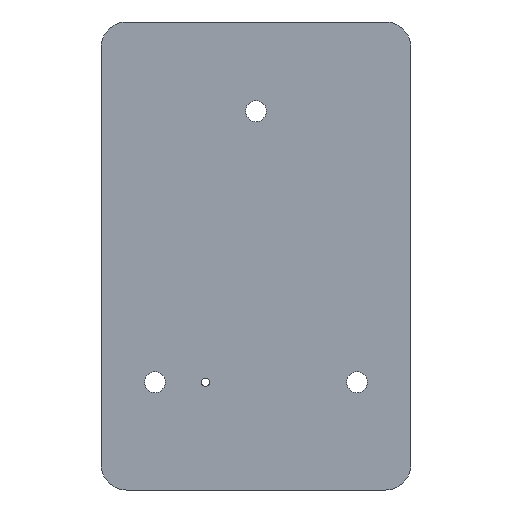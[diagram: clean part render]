
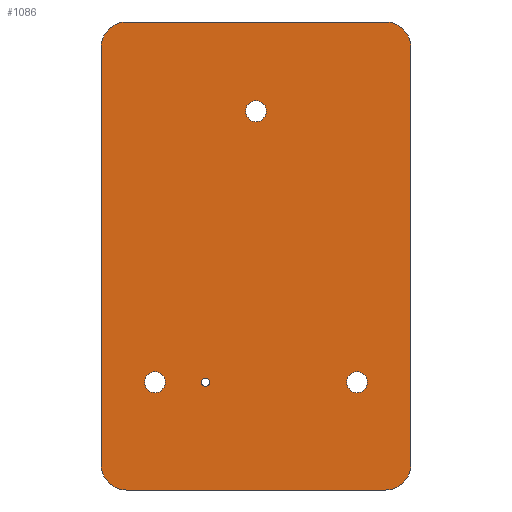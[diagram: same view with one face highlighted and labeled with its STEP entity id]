
A CAD part, front view. The second image highlights one B-rep face of the part: STEP entity #1086.
In plain terms, the highlighted planar face has unit normal (0, -1, 0).
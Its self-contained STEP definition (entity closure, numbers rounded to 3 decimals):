
#21=FACE_BOUND('',#171,.T.);
#22=FACE_BOUND('',#172,.T.);
#23=FACE_BOUND('',#173,.T.);
#24=FACE_BOUND('',#174,.T.);
#52=PLANE('',#1212);
#108=FACE_OUTER_BOUND('',#170,.T.);
#170=EDGE_LOOP('',(#991,#992,#993,#994,#995,#996,#997,#998));
#171=EDGE_LOOP('',(#999));
#172=EDGE_LOOP('',(#1000));
#173=EDGE_LOOP('',(#1001));
#174=EDGE_LOOP('',(#1002));
#185=LINE('',#1581,#285);
#191=LINE('',#1596,#291);
#273=LINE('',#1852,#373);
#274=LINE('',#1854,#374);
#285=VECTOR('',#1249,10.);
#291=VECTOR('',#1265,10.);
#373=VECTOR('',#1533,10.);
#374=VECTOR('',#1536,10.);
#375=CIRCLE('',#1102,7.5);
#384=CIRCLE('',#1114,7.5);
#385=CIRCLE('',#1116,7.5);
#386=CIRCLE('',#1119,7.5);
#427=CIRCLE('',#1203,1.25);
#428=CIRCLE('',#1205,3.1);
#429=CIRCLE('',#1207,3.1);
#430=CIRCLE('',#1209,3.1);
#431=VERTEX_POINT('',#1541);
#432=VERTEX_POINT('',#1542);
#449=VERTEX_POINT('',#1580);
#450=VERTEX_POINT('',#1584);
#451=VERTEX_POINT('',#1588);
#452=VERTEX_POINT('',#1589);
#453=VERTEX_POINT('',#1594);
#454=VERTEX_POINT('',#1598);
#531=VERTEX_POINT('',#1836);
#532=VERTEX_POINT('',#1840);
#533=VERTEX_POINT('',#1844);
#534=VERTEX_POINT('',#1848);
#535=EDGE_CURVE('',#431,#432,#375,.T.);
#554=EDGE_CURVE('',#449,#432,#185,.T.);
#556=EDGE_CURVE('',#449,#450,#384,.T.);
#558=EDGE_CURVE('',#451,#452,#385,.T.);
#562=EDGE_CURVE('',#451,#453,#191,.T.);
#563=EDGE_CURVE('',#454,#453,#386,.T.);
#681=EDGE_CURVE('',#531,#531,#427,.T.);
#683=EDGE_CURVE('',#532,#532,#428,.T.);
#685=EDGE_CURVE('',#533,#533,#429,.T.);
#687=EDGE_CURVE('',#534,#534,#430,.T.);
#689=EDGE_CURVE('',#454,#450,#273,.T.);
#690=EDGE_CURVE('',#431,#452,#274,.T.);
#991=ORIENTED_EDGE('',*,*,#535,.F.);
#992=ORIENTED_EDGE('',*,*,#690,.T.);
#993=ORIENTED_EDGE('',*,*,#558,.F.);
#994=ORIENTED_EDGE('',*,*,#562,.T.);
#995=ORIENTED_EDGE('',*,*,#563,.F.);
#996=ORIENTED_EDGE('',*,*,#689,.T.);
#997=ORIENTED_EDGE('',*,*,#556,.F.);
#998=ORIENTED_EDGE('',*,*,#554,.T.);
#999=ORIENTED_EDGE('',*,*,#687,.T.);
#1000=ORIENTED_EDGE('',*,*,#685,.T.);
#1001=ORIENTED_EDGE('',*,*,#683,.T.);
#1002=ORIENTED_EDGE('',*,*,#681,.T.);
#1086=ADVANCED_FACE('',(#108,#21,#22,#23,#24),#52,.F.);
#1102=AXIS2_PLACEMENT_3D('',#1543,#1217,#1218);
#1114=AXIS2_PLACEMENT_3D('',#1585,#1253,#1254);
#1116=AXIS2_PLACEMENT_3D('',#1590,#1258,#1259);
#1119=AXIS2_PLACEMENT_3D('',#1599,#1268,#1269);
#1203=AXIS2_PLACEMENT_3D('',#1837,#1513,#1514);
#1205=AXIS2_PLACEMENT_3D('',#1841,#1518,#1519);
#1207=AXIS2_PLACEMENT_3D('',#1845,#1523,#1524);
#1209=AXIS2_PLACEMENT_3D('',#1849,#1528,#1529);
#1212=AXIS2_PLACEMENT_3D('',#1855,#1537,#1538);
#1217=DIRECTION('center_axis',(0.,1.,0.));
#1218=DIRECTION('ref_axis',(0.707,0.,-0.707));
#1249=DIRECTION('',(1.,0.,0.));
#1253=DIRECTION('center_axis',(0.,1.,0.));
#1254=DIRECTION('ref_axis',(-0.707,0.,-0.707));
#1258=DIRECTION('center_axis',(0.,1.,0.));
#1259=DIRECTION('ref_axis',(0.707,0.,0.707));
#1265=DIRECTION('',(-1.,0.,0.));
#1268=DIRECTION('center_axis',(0.,1.,0.));
#1269=DIRECTION('ref_axis',(-0.707,0.,0.707));
#1513=DIRECTION('center_axis',(0.,1.,0.));
#1514=DIRECTION('ref_axis',(1.,0.,0.));
#1518=DIRECTION('center_axis',(0.,1.,0.));
#1519=DIRECTION('ref_axis',(1.,0.,0.));
#1523=DIRECTION('center_axis',(0.,1.,0.));
#1524=DIRECTION('ref_axis',(1.,0.,0.));
#1528=DIRECTION('center_axis',(0.,1.,0.));
#1529=DIRECTION('ref_axis',(1.,0.,0.));
#1533=DIRECTION('',(0.,0.,-1.));
#1536=DIRECTION('',(0.,0.,1.));
#1537=DIRECTION('center_axis',(0.,1.,0.));
#1538=DIRECTION('ref_axis',(1.,0.,0.));
#1541=CARTESIAN_POINT('',(46.,-3.,-62.));
#1542=CARTESIAN_POINT('',(38.5,-3.,-69.5));
#1543=CARTESIAN_POINT('Origin',(38.5,-3.,-62.));
#1580=CARTESIAN_POINT('',(-38.5,-3.,-69.5));
#1581=CARTESIAN_POINT('',(-46.,-3.,-69.5));
#1584=CARTESIAN_POINT('',(-46.,-3.,-62.));
#1585=CARTESIAN_POINT('Origin',(-38.5,-3.,-62.));
#1588=CARTESIAN_POINT('',(38.5,-3.,69.5));
#1589=CARTESIAN_POINT('',(46.,-3.,62.));
#1590=CARTESIAN_POINT('Origin',(38.5,-3.,62.));
#1594=CARTESIAN_POINT('',(-38.5,-3.,69.5));
#1596=CARTESIAN_POINT('',(46.,-3.,69.5));
#1598=CARTESIAN_POINT('',(-46.,-3.,62.));
#1599=CARTESIAN_POINT('Origin',(-38.5,-3.,62.));
#1836=CARTESIAN_POINT('',(-16.25,-3.,-37.496));
#1837=CARTESIAN_POINT('Origin',(-15.,-3.,-37.496));
#1840=CARTESIAN_POINT('',(-33.1,-3.,-37.496));
#1841=CARTESIAN_POINT('Origin',(-30.,-3.,-37.496));
#1844=CARTESIAN_POINT('',(26.9,-3.,-37.496));
#1845=CARTESIAN_POINT('Origin',(30.,-3.,-37.496));
#1848=CARTESIAN_POINT('',(-3.1,-3.,43.004));
#1849=CARTESIAN_POINT('Origin',(0.,-3.,43.004));
#1852=CARTESIAN_POINT('',(-46.,-3.,69.5));
#1854=CARTESIAN_POINT('',(46.,-3.,-69.5));
#1855=CARTESIAN_POINT('Origin',(0.,-3.,0.));
